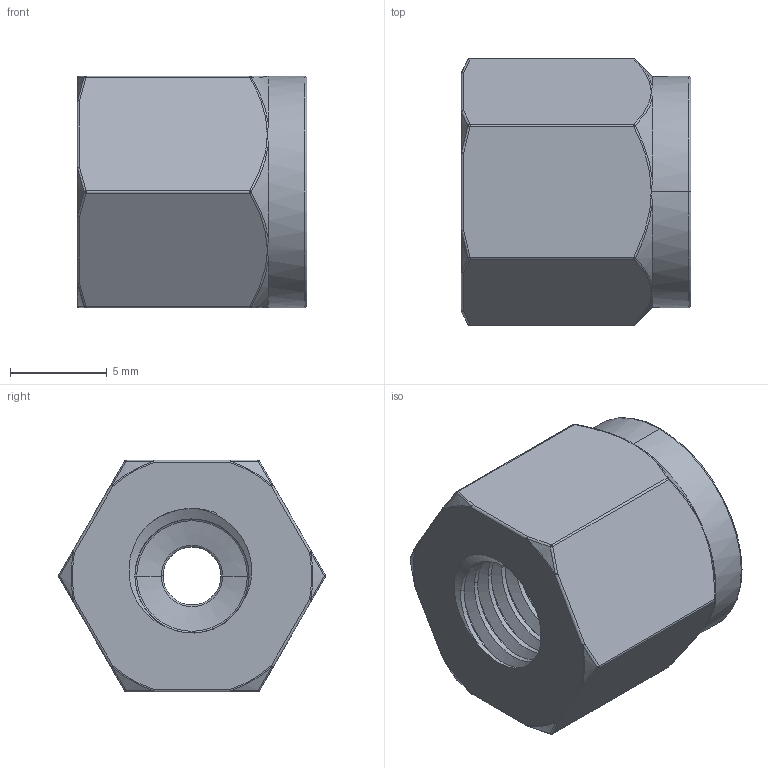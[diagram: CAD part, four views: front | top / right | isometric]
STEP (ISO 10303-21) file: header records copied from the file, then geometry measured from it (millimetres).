
FILE_DESCRIPTION((''),'2;1');
FILE_NAME('001_TUBE_NUT','2025-06-20T14:20:42',('Administrator'),(''),'CREO PARAMETRIC BY PTC INC, 2020184','CREO PARAMETRIC BY PTC INC, 2020184','');
FILE_SCHEMA(('AUTOMOTIVE_DESIGN { 1 0 10303 214 1 1 1 1 }'));
Length unit declared in the file: millimetre
Products named in the file (1): 001_TUBE_NUT
Bounding box: 11.9 x 13.82 x 12 mm (x, y, z)
Volume: 1138 mm3; surface area: 1006.1 mm2
Topology: 1 solids, 1 shells, 129 faces, 292 edges, 173 vertices
Faces by surface type: cylinder 34, bspline 33, sphere 24, cone 16, torus 14, plane 8
Entity records: 7707 total; most frequent: CARTESIAN_POINT 4922, ORIENTED_EDGE 572, DIRECTION 491, EDGE_CURVE 286, AXIS2_PLACEMENT_3D 215, VERTEX_POINT 159, EDGE_LOOP 131, FACE_OUTER_BOUND 129
